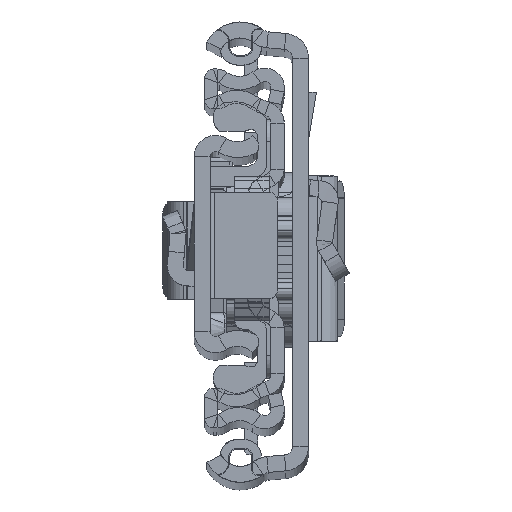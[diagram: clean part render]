
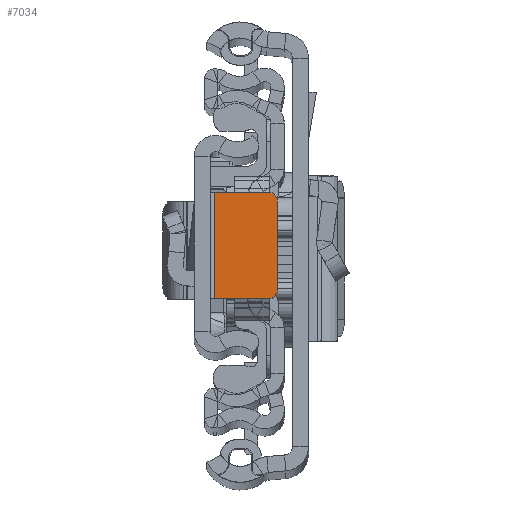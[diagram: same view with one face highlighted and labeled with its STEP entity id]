
A CAD part, top view. The second image highlights one B-rep face of the part: STEP entity #7034.
In plain terms, the highlighted planar face has unit normal (0, 0, 1).
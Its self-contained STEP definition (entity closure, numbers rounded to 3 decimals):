
#59 = CARTESIAN_POINT ( 'NONE',  ( -8.4, 6.151, -6.8 ) ) ;
#86 = DIRECTION ( 'NONE',  ( 0., 0., 1. ) ) ;
#1153 = VERTEX_POINT ( 'NONE', #10644 ) ;
#1901 = VECTOR ( 'NONE', #8864, 1000. ) ;
#3049 = DIRECTION ( 'NONE',  ( 0., 0., 1. ) ) ;
#3062 = CIRCLE ( 'NONE', #5511, 1. ) ;
#3518 = LINE ( 'NONE', #7692, #28736 ) ;
#4050 = CARTESIAN_POINT ( 'NONE',  ( -1.8, 6.151, -6.8 ) ) ;
#5124 = ORIENTED_EDGE ( 'NONE', *, *, #25967, .F. ) ;
#5511 = AXIS2_PLACEMENT_3D ( 'NONE', #19291, #3049, #9631 ) ;
#5574 = AXIS2_PLACEMENT_3D ( 'NONE', #18612, #86, #9239 ) ;
#7034 = ADVANCED_FACE ( 'NONE', ( #16658 ), #22886, .T. ) ;
#7157 = VECTOR ( 'NONE', #13340, 1000. ) ;
#7692 = CARTESIAN_POINT ( 'NONE',  ( -2.3, 6.151, -6.8 ) ) ;
#8065 = ORIENTED_EDGE ( 'NONE', *, *, #23477, .F. ) ;
#8125 = DIRECTION ( 'NONE',  ( 0., -1., 0. ) ) ;
#8864 = DIRECTION ( 'NONE',  ( -1., 0., 0. ) ) ;
#9239 = DIRECTION ( 'NONE',  ( 1., 0., 0. ) ) ;
#9631 = DIRECTION ( 'NONE',  ( 1., 0., 0. ) ) ;
#10448 = EDGE_CURVE ( 'NONE', #12631, #20762, #3062, .T. ) ;
#10644 = CARTESIAN_POINT ( 'NONE',  ( -2.3, -5.849, -6.8 ) ) ;
#10849 = EDGE_CURVE ( 'NONE', #28242, #27381, #17630, .T. ) ;
#12631 = VERTEX_POINT ( 'NONE', #59 ) ;
#12930 = ORIENTED_EDGE ( 'NONE', *, *, #10849, .T. ) ;
#13340 = DIRECTION ( 'NONE',  ( 1., 0., 0. ) ) ;
#13482 = EDGE_LOOP ( 'NONE', ( #23734, #12930, #8065, #5124, #20510, #24172 ) ) ;
#15375 = LINE ( 'NONE', #22193, #1901 ) ;
#16304 = CARTESIAN_POINT ( 'NONE',  ( -9.4, 6.151, -6.8 ) ) ;
#16461 = DIRECTION ( 'NONE',  ( 0., 1., 0. ) ) ;
#16658 = FACE_OUTER_BOUND ( 'NONE', #13482, .T. ) ;
#17152 = AXIS2_PLACEMENT_3D ( 'NONE', #26285, #19113, #18670 ) ;
#17630 = CIRCLE ( 'NONE', #17152, 1. ) ;
#18612 = CARTESIAN_POINT ( 'NONE',  ( 0., 0., -6.8 ) ) ;
#18670 = DIRECTION ( 'NONE',  ( 1., 0., 0. ) ) ;
#19113 = DIRECTION ( 'NONE',  ( 0., 0., 1. ) ) ;
#19291 = CARTESIAN_POINT ( 'NONE',  ( -8.4, 5.151, -6.8 ) ) ;
#19303 = VERTEX_POINT ( 'NONE', #30033 ) ;
#20341 = VECTOR ( 'NONE', #16461, 1000. ) ;
#20510 = ORIENTED_EDGE ( 'NONE', *, *, #20787, .F. ) ;
#20762 = VERTEX_POINT ( 'NONE', #22734 ) ;
#20787 = EDGE_CURVE ( 'NONE', #12631, #19303, #25197, .T. ) ;
#21166 = LINE ( 'NONE', #16304, #20341 ) ;
#22193 = CARTESIAN_POINT ( 'NONE',  ( -9.4, -5.849, -6.8 ) ) ;
#22240 = EDGE_CURVE ( 'NONE', #28242, #20762, #21166, .T. ) ;
#22329 = CARTESIAN_POINT ( 'NONE',  ( -9.4, -4.849, -6.8 ) ) ;
#22734 = CARTESIAN_POINT ( 'NONE',  ( -9.4, 5.151, -6.8 ) ) ;
#22886 = PLANE ( 'NONE',  #5574 ) ;
#23477 = EDGE_CURVE ( 'NONE', #1153, #27381, #15375, .T. ) ;
#23734 = ORIENTED_EDGE ( 'NONE', *, *, #22240, .F. ) ;
#24172 = ORIENTED_EDGE ( 'NONE', *, *, #10448, .T. ) ;
#25197 = LINE ( 'NONE', #4050, #7157 ) ;
#25967 = EDGE_CURVE ( 'NONE', #19303, #1153, #3518, .T. ) ;
#26285 = CARTESIAN_POINT ( 'NONE',  ( -8.4, -4.849, -6.8 ) ) ;
#27381 = VERTEX_POINT ( 'NONE', #29024 ) ;
#28242 = VERTEX_POINT ( 'NONE', #22329 ) ;
#28736 = VECTOR ( 'NONE', #8125, 1000. ) ;
#29024 = CARTESIAN_POINT ( 'NONE',  ( -8.4, -5.849, -6.8 ) ) ;
#30033 = CARTESIAN_POINT ( 'NONE',  ( -2.3, 6.151, -6.8 ) ) ;
